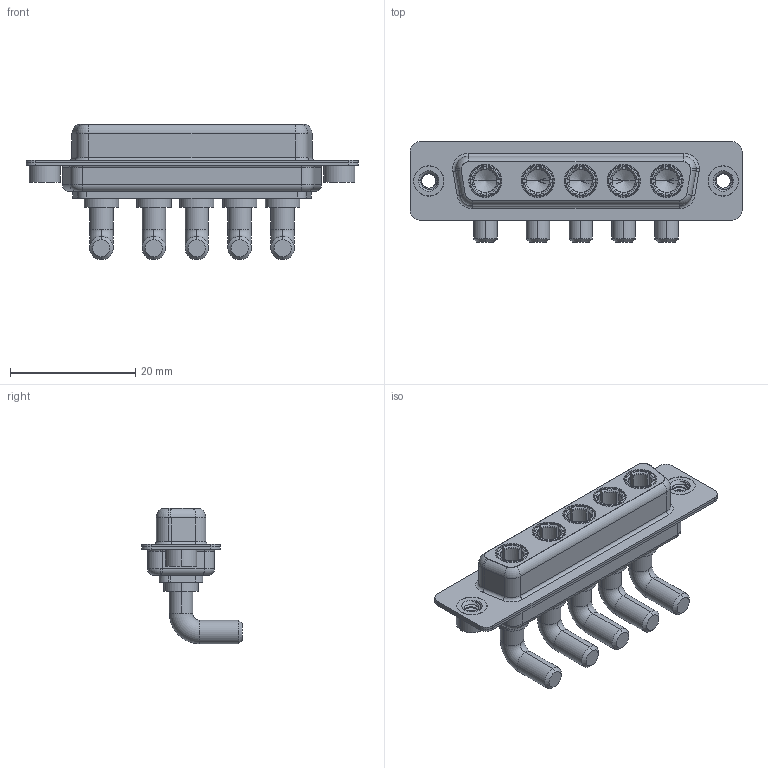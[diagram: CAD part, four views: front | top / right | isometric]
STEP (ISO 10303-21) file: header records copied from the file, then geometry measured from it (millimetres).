
FILE_DESCRIPTION (( 'STEP AP203' ), '1' );
FILE_NAME ('630-5W5-240-4T2.STEP', '2022-05-31T21:32:31', ( '' ), ( '' ), 'SwSTEP 2.0', 'SolidWorks 2020', '' );
FILE_SCHEMA (( 'CONFIG_CONTROL_DESIGN' ));
Length unit declared in the file: millimetre
Products named in the file (6): 630Combo Threaded Rivet_2; 630Combo Housing_5W5; 630Combo Shell Rear_25 Contacts; 630Combo Shell Front_25 Contacts; 630-5W5-240-4T2; Power Socket_40A RA
Assembly tree (10 placements, depth 2):
  630-5W5-240-4T2
    630Combo Housing_5W5
    630Combo Shell Front_25 Contacts
    630Combo Shell Rear_25 Contacts
    630Combo Threaded Rivet_2  x2
    Power Socket_40A RA  x5
Bounding box: 53.05 x 16 x 21.68 mm (x, y, z)
Volume: 4388.5 mm3; surface area: 8906.1 mm2
Topology: 15 solids, 15 shells, 669 faces, 1715 edges, 1092 vertices
Faces by surface type: cylinder 262, plane 212, cone 97, torus 87, bspline 11
Entity records: 12734 total; most frequent: CARTESIAN_POINT 3635, DIRECTION 1847, ORIENTED_EDGE 1708, EDGE_CURVE 854, AXIS2_PLACEMENT_3D 753, VERTEX_POINT 540, CIRCLE 400, EDGE_LOOP 386
